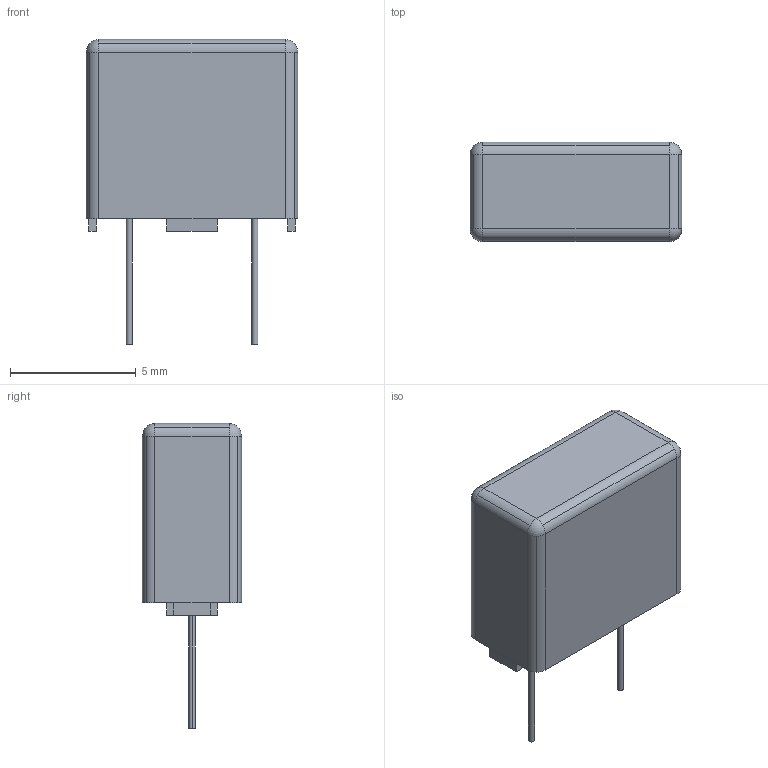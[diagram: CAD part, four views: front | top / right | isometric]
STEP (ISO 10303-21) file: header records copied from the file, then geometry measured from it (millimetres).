
FILE_DESCRIPTION((''),'2;1');
FILE_NAME('Littlefuse_39111000000.stp','2019-03-13T19:40:53',('XPMUser'),(''),'Autodesk Inventor (tm) 5.3','Autodesk Inventor (tm) 5.3','');
FILE_SCHEMA(('AUTOMOTIVE_DESIGN { 1 2 10303 214 0 1 1 1 }'));
Length unit declared in the file: millimetre
Products named in the file (3): Littlefuse_39111000000; 0.24mm_pin; Fuse_body
Assembly tree (3 placements, depth 2):
  Littlefuse_39111000000
    0.24mm_pin  x2
    Fuse_body
Bounding box: 8.4 x 3.94 x 12.12 mm (x, y, z)
Volume: 235.8 mm3; surface area: 245.5 mm2
Topology: 3 solids, 3 shells, 49 faces, 112 edges, 68 vertices
Faces by surface type: plane 25, cylinder 20, sphere 4
Entity records: 1347 total; most frequent: DIRECTION 240, CARTESIAN_POINT 217, ORIENTED_EDGE 204, EDGE_CURVE 102, AXIS2_PLACEMENT_3D 87, VECTOR 66, LINE 66, VERTEX_POINT 64
